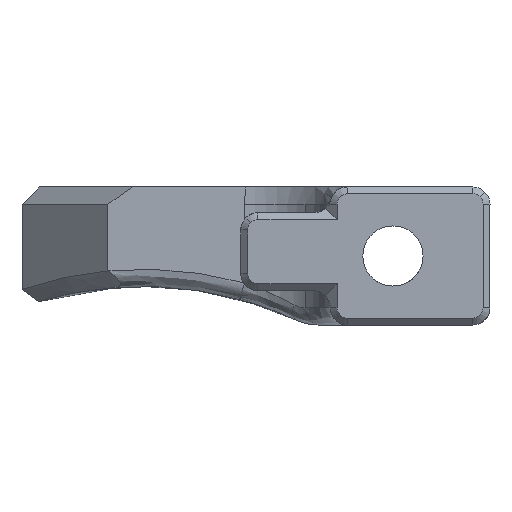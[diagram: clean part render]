
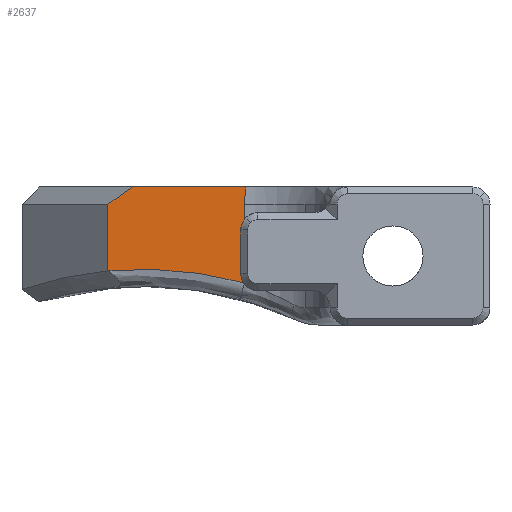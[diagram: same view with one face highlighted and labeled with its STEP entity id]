
A CAD part, front view. The second image highlights one B-rep face of the part: STEP entity #2637.
In plain terms, the highlighted planar face has unit normal (0, -1, 0).
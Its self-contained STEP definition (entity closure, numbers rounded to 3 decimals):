
#132 = LINE ( 'NONE', #4379, #580 ) ;
#303 = DIRECTION ( 'NONE',  ( -1., 0., 0. ) ) ;
#307 = EDGE_CURVE ( 'NONE', #2934, #1407, #2856, .T. ) ;
#463 = CARTESIAN_POINT ( 'NONE',  ( -130.468, 125.633, -38.722 ) ) ;
#580 = VECTOR ( 'NONE', #3701, 1000. ) ;
#627 = EDGE_LOOP ( 'NONE', ( #3775, #2227, #2193, #1170, #1343, #1738 ) ) ;
#737 = AXIS2_PLACEMENT_3D ( 'NONE', #3073, #2027, #3405 ) ;
#775 = CARTESIAN_POINT ( 'NONE',  ( -129.054, 125.633, -33.845 ) ) ;
#790 = CARTESIAN_POINT ( 'NONE',  ( -122.534, 125.633, -39.426 ) ) ;
#816 = CARTESIAN_POINT ( 'NONE',  ( -122.534, 125.633, -34.51 ) ) ;
#1104 = DIRECTION ( 'NONE',  ( 0., 0., 1. ) ) ;
#1170 = ORIENTED_EDGE ( 'NONE', *, *, #4223, .T. ) ;
#1190 = CARTESIAN_POINT ( 'NONE',  ( -122.534, 125.633, -35.403 ) ) ;
#1210 = VERTEX_POINT ( 'NONE', #2776 ) ;
#1269 = CARTESIAN_POINT ( 'NONE',  ( -122.506, 125.633, -34.175 ) ) ;
#1343 = ORIENTED_EDGE ( 'NONE', *, *, #2535, .F. ) ;
#1407 = VERTEX_POINT ( 'NONE', #3523 ) ;
#1533 = LINE ( 'NONE', #1190, #2707 ) ;
#1657 = FACE_OUTER_BOUND ( 'NONE', #627, .T. ) ;
#1738 = ORIENTED_EDGE ( 'NONE', *, *, #3296, .F. ) ;
#1885 = CARTESIAN_POINT ( 'NONE',  ( -130.468, 125.633, -42.593 ) ) ;
#2012 = CARTESIAN_POINT ( 'NONE',  ( -130.468, 125.633, -34.845 ) ) ;
#2027 = DIRECTION ( 'NONE',  ( 0., -1., 0. ) ) ;
#2033 = LINE ( 'NONE', #3456, #3235 ) ;
#2119 = EDGE_CURVE ( 'NONE', #2934, #2557, #1533, .T. ) ;
#2193 = ORIENTED_EDGE ( 'NONE', *, *, #2887, .F. ) ;
#2209 = CARTESIAN_POINT ( 'NONE',  ( -122.534, 125.633, -34.845 ) ) ;
#2227 = ORIENTED_EDGE ( 'NONE', *, *, #2119, .T. ) ;
#2423 = PLANE ( 'NONE',  #737 ) ;
#2428 = VERTEX_POINT ( 'NONE', #775 ) ;
#2535 = EDGE_CURVE ( 'NONE', #3769, #2428, #132, .T. ) ;
#2557 = VERTEX_POINT ( 'NONE', #3306 ) ;
#2637 = ADVANCED_FACE ( 'NONE', ( #1657 ), #2423, .T. ) ;
#2707 = VECTOR ( 'NONE', #1104, 1000. ) ;
#2710 = B_SPLINE_CURVE_WITH_KNOTS ( 'NONE', 3,
 ( #3022, #1269, #816, #2209 ),
 .UNSPECIFIED., .F., .F.,
 ( 4, 4 ),
 ( 0.618, 0.785 ),
 .UNSPECIFIED. ) ;
#2776 = CARTESIAN_POINT ( 'NONE',  ( -122.45, 125.633, -33.845 ) ) ;
#2856 = B_SPLINE_CURVE_WITH_KNOTS ( 'NONE', 3,
 ( #790, #2864, #4321, #463 ),
 .UNSPECIFIED., .F., .F.,
 ( 4, 4 ),
 ( -0.268, 0.091 ),
 .UNSPECIFIED. ) ;
#2864 = CARTESIAN_POINT ( 'NONE',  ( -125.108, 125.633, -38.719 ) ) ;
#2887 = EDGE_CURVE ( 'NONE', #1210, #2557, #2710, .T. ) ;
#2934 = VERTEX_POINT ( 'NONE', #3768 ) ;
#3022 = CARTESIAN_POINT ( 'NONE',  ( -122.45, 125.633, -33.845 ) ) ;
#3073 = CARTESIAN_POINT ( 'NONE',  ( -111.842, 125.633, -36.061 ) ) ;
#3235 = VECTOR ( 'NONE', #303, 1000. ) ;
#3296 = EDGE_CURVE ( 'NONE', #1407, #3769, #4376, .T. ) ;
#3306 = CARTESIAN_POINT ( 'NONE',  ( -122.534, 125.633, -34.845 ) ) ;
#3405 = DIRECTION ( 'NONE',  ( 0., 0., -1. ) ) ;
#3456 = CARTESIAN_POINT ( 'NONE',  ( -110.04, 125.633, -33.845 ) ) ;
#3523 = CARTESIAN_POINT ( 'NONE',  ( -130.468, 125.633, -38.722 ) ) ;
#3582 = DIRECTION ( 'NONE',  ( 0., 0., 1. ) ) ;
#3701 = DIRECTION ( 'NONE',  ( 0.816, 0., 0.577 ) ) ;
#3768 = CARTESIAN_POINT ( 'NONE',  ( -122.534, 125.633, -39.426 ) ) ;
#3769 = VERTEX_POINT ( 'NONE', #2012 ) ;
#3775 = ORIENTED_EDGE ( 'NONE', *, *, #307, .F. ) ;
#4223 = EDGE_CURVE ( 'NONE', #1210, #2428, #2033, .T. ) ;
#4276 = VECTOR ( 'NONE', #3582, 1000. ) ;
#4321 = CARTESIAN_POINT ( 'NONE',  ( -127.81, 125.633, -38.479 ) ) ;
#4376 = LINE ( 'NONE', #1885, #4276 ) ;
#4379 = CARTESIAN_POINT ( 'NONE',  ( -124.329, 125.633, -30.503 ) ) ;
